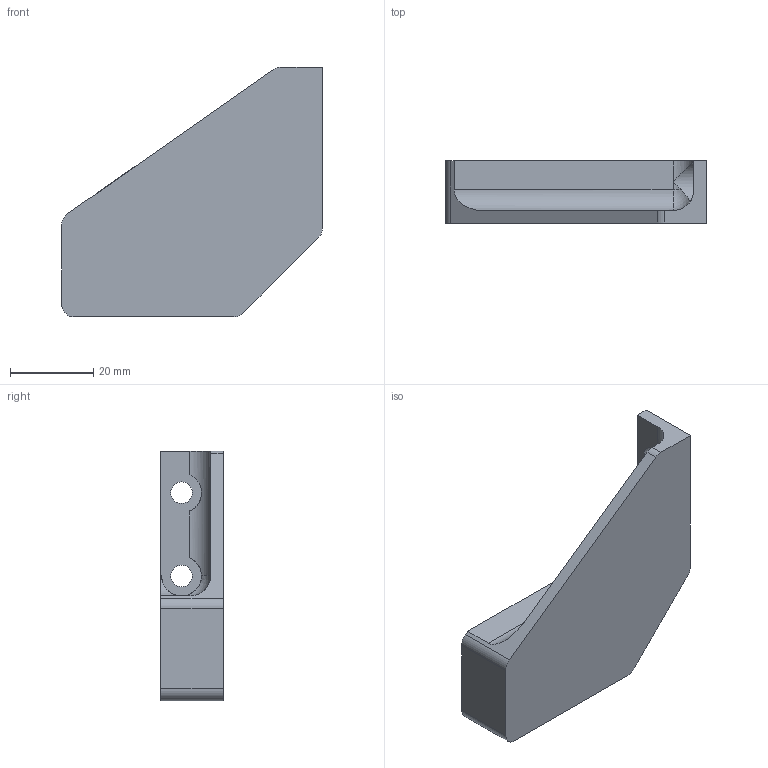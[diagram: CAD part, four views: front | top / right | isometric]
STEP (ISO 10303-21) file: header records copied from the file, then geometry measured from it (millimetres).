
FILE_DESCRIPTION( ( '' ), ' ' );
FILE_NAME( '55182c43e4b0bf004c58f2e7.step', '2015-03-29T16:45:55', ( '' ), ( '' ), ' ', ' ', ' ' );
FILE_SCHEMA( ( 'AUTOMOTIVE_DESIGN { 1 0 10303 214 1 1 1 1 }' ) );
Length unit declared in the file: metre
Products named in the file (1): Part 1
Bounding box: 62.64 x 15 x 60 mm (x, y, z)
Volume: 25077.6 mm3; surface area: 9969.2 mm2
Topology: 1 solids, 1 shells, 34 faces, 93 edges, 61 vertices
Faces by surface type: plane 20, cylinder 13, sphere 1
Full cylindrical faces by diameter (mm): 5.2 x2
Entity records: 1148 total; most frequent: CARTESIAN_POINT 275, ORIENTED_EDGE 176, DIRECTION 175, EDGE_CURVE 88, LINE 61, VECTOR 61, VERTEX_POINT 59, AXIS2_PLACEMENT_3D 57
